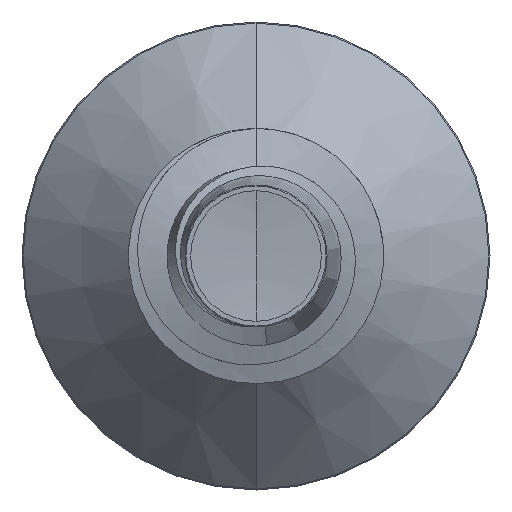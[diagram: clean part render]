
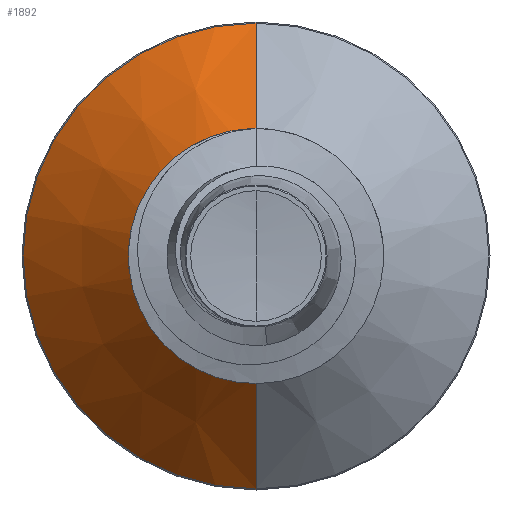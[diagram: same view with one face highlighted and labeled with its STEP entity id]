
A CAD part, front view. The second image highlights one B-rep face of the part: STEP entity #1892.
In plain terms, the highlighted conical face has half-angle 45 degrees and reference radius 1.414 mm.
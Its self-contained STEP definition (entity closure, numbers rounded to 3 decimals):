
#265 = DIRECTION ( 'NONE',  ( 0., 0., 1. ) ) ;
#283 = DIRECTION ( 'NONE',  ( 0., 1., 0. ) ) ;
#285 = CARTESIAN_POINT ( 'NONE',  ( 0., 2.114, 0. ) ) ;
#299 = CARTESIAN_POINT ( 'NONE',  ( 0., 2.114, -1.414 ) ) ;
#369 = EDGE_LOOP ( 'NONE', ( #4210, #6560, #3888, #1865 ) ) ;
#1246 = EDGE_CURVE ( 'NONE', #3083, #10005, #9430, .T. ) ;
#1308 = AXIS2_PLACEMENT_3D ( 'NONE', #8800, #8791, #8786 ) ;
#1865 = ORIENTED_EDGE ( 'NONE', *, *, #8110, .F. ) ;
#1892 = ADVANCED_FACE ( 'NONE', ( #4503 ), #9350, .T. ) ;
#3083 = VERTEX_POINT ( 'NONE', #299 ) ;
#3344 = DIRECTION ( 'NONE',  ( 0., 1., 0. ) ) ;
#3353 = DIRECTION ( 'NONE',  ( 0., 0., 1. ) ) ;
#3373 = VECTOR ( 'NONE', #7539, 1000. ) ;
#3634 = CARTESIAN_POINT ( 'NONE',  ( 0., 2.114, 0. ) ) ;
#3888 = ORIENTED_EDGE ( 'NONE', *, *, #7906, .T. ) ;
#4078 = EDGE_CURVE ( 'NONE', #3083, #6631, #9640, .T. ) ;
#4169 = DIRECTION ( 'NONE',  ( 0., 0.707, 0.707 ) ) ;
#4210 = ORIENTED_EDGE ( 'NONE', *, *, #1246, .F. ) ;
#4503 = FACE_OUTER_BOUND ( 'NONE', #369, .T. ) ;
#4636 = CARTESIAN_POINT ( 'NONE',  ( 0., 3.437, 2.737 ) ) ;
#5030 = CARTESIAN_POINT ( 'NONE',  ( 0., 3.437, -2.737 ) ) ;
#5613 = CARTESIAN_POINT ( 'NONE',  ( 0., 2.114, 1.414 ) ) ;
#6147 = VECTOR ( 'NONE', #4169, 1000. ) ;
#6560 = ORIENTED_EDGE ( 'NONE', *, *, #4078, .T. ) ;
#6631 = VERTEX_POINT ( 'NONE', #9326 ) ;
#7014 = CIRCLE ( 'NONE', #1308, 2.737 ) ;
#7539 = DIRECTION ( 'NONE',  ( 0., 0.707, -0.707 ) ) ;
#7591 = CARTESIAN_POINT ( 'NONE',  ( 0., 2.114, -1.414 ) ) ;
#7906 = EDGE_CURVE ( 'NONE', #6631, #9685, #9397, .T. ) ;
#8110 = EDGE_CURVE ( 'NONE', #10005, #9685, #7014, .T. ) ;
#8479 = AXIS2_PLACEMENT_3D ( 'NONE', #285, #283, #265 ) ;
#8637 = AXIS2_PLACEMENT_3D ( 'NONE', #3634, #3344, #3353 ) ;
#8786 = DIRECTION ( 'NONE',  ( 0., 0., 1. ) ) ;
#8791 = DIRECTION ( 'NONE',  ( 0., 1., 0. ) ) ;
#8800 = CARTESIAN_POINT ( 'NONE',  ( 0., 3.437, 0. ) ) ;
#9326 = CARTESIAN_POINT ( 'NONE',  ( 0., 2.114, 1.414 ) ) ;
#9350 = CONICAL_SURFACE ( 'NONE', #8637, 1.414, 0.785 ) ;
#9397 = LINE ( 'NONE', #5613, #6147 ) ;
#9430 = LINE ( 'NONE', #7591, #3373 ) ;
#9640 = CIRCLE ( 'NONE', #8479, 1.414 ) ;
#9685 = VERTEX_POINT ( 'NONE', #4636 ) ;
#10005 = VERTEX_POINT ( 'NONE', #5030 ) ;
